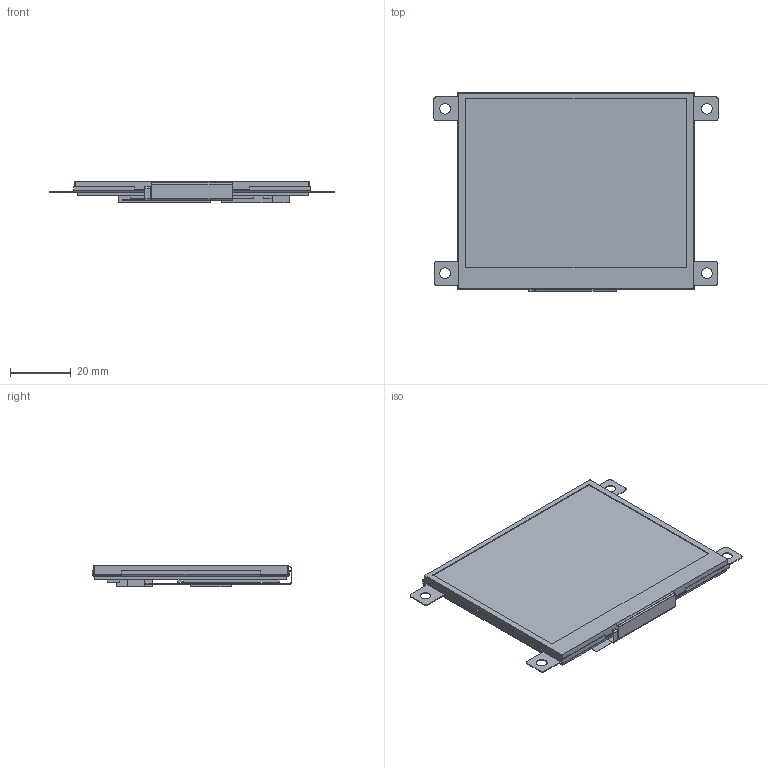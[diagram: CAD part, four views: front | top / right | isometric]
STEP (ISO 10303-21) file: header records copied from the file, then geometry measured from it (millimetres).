
FILE_DESCRIPTION(/* description */ (''),/* implementation_level */ '2;1');
FILE_NAME(/* name */ 'RVT3.5B320240CFWN00.stp',/* time_stamp */ '2019-03-20T19:16:09+01:00',/* author */ ('Adam'),/* organization */ (''),/* preprocessor_version */ 'ST-DEVELOPER v16.13',/* originating_system */ 'Autodesk Inventor 2018',/* authorisation */ '');
FILE_SCHEMA (('AUTOMOTIVE_DESIGN { 1 0 10303 214 3 1 1 }'));
Length unit declared in the file: millimetre
Products named in the file (10): RVT3.5B320240CFWN00; RVT3.5A320240TFWN00; RVT3.5A320240TNWN00; Frame; Contacts; Components; Contact2; Connector; FR3.5A00; 35FT81X_A
Assembly tree (9 placements, depth 4):
  RVT3.5B320240CFWN00
    RVT3.5A320240TFWN00
      RVT3.5A320240TNWN00
        Frame
        Contacts
        Components
        Contact2
        Connector
      FR3.5A00
    35FT81X_A
Bounding box: 93.5 x 65.35 x 7.21 mm (x, y, z)
Volume: 24113.8 mm3; surface area: 49365.6 mm2
Topology: 69 solids, 69 shells, 630 faces, 1655 edges, 1380 vertices
Faces by surface type: plane 529, cylinder 100, bspline 1
Full cylindrical faces by diameter (mm): 3.5 x4
Entity records: 18535 total; most frequent: CARTESIAN_POINT 3485, DIRECTION 2929, ORIENTED_EDGE 2870, EDGE_CURVE 1435, LINE 1233, VECTOR 1233, VERTEX_POINT 948, AXIS2_PLACEMENT_3D 848
